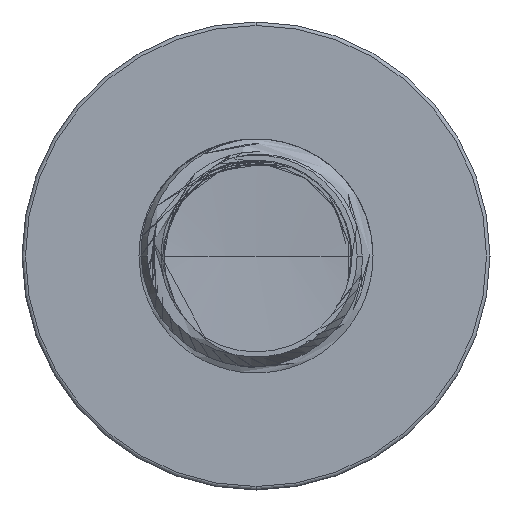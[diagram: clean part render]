
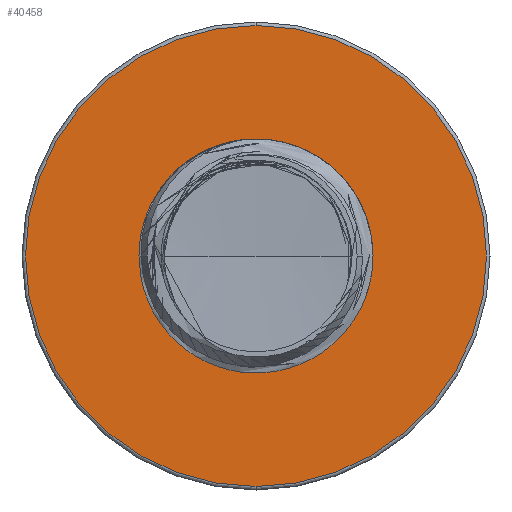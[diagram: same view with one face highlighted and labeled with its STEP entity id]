
A CAD part, front view. The second image highlights one B-rep face of the part: STEP entity #40458.
In plain terms, the highlighted planar face has unit normal (0, -1, 0).
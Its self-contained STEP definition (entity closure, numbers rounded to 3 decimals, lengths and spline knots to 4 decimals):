
#3495 = DIRECTION ( 'NONE',  ( 0., 0., -1. ) ) ;
#3512 = DIRECTION ( 'NONE',  ( 0., -1., 0. ) ) ;
#3548 = CARTESIAN_POINT ( 'NONE',  ( 0., 35., 0. ) ) ;
#6237 = VERTEX_POINT ( 'NONE', #43323 ) ;
#7219 = ORIENTED_EDGE ( 'NONE', *, *, #8880, .T. ) ;
#7286 = VERTEX_POINT ( 'NONE', #41818 ) ;
#7439 = EDGE_CURVE ( 'NONE', #7286, #31190, #46764, .T. ) ;
#8880 = EDGE_CURVE ( 'NONE', #6237, #52958, #30119, .T. ) ;
#10101 = CARTESIAN_POINT ( 'NONE',  ( 0., 35., 1.9709 ) ) ;
#11279 = CIRCLE ( 'NONE', #52805, 1.9709 ) ;
#11439 = ORIENTED_EDGE ( 'NONE', *, *, #22770, .T. ) ;
#12209 = DIRECTION ( 'NONE',  ( 0., 0., -1. ) ) ;
#12274 = DIRECTION ( 'NONE',  ( 0., -1., 0. ) ) ;
#12842 = DIRECTION ( 'NONE',  ( 0., 0., -1. ) ) ;
#13144 = CARTESIAN_POINT ( 'NONE',  ( 0., 35., 0. ) ) ;
#13907 = FACE_OUTER_BOUND ( 'NONE', #31039, .T. ) ;
#15248 = FACE_BOUND ( 'NONE', #49257, .T. ) ;
#17269 = CARTESIAN_POINT ( 'NONE',  ( 0., 35., 3.94 ) ) ;
#20096 = AXIS2_PLACEMENT_3D ( 'NONE', #13144, #12274, #12209 ) ;
#22770 = EDGE_CURVE ( 'NONE', #52958, #6237, #47854, .T. ) ;
#26464 = AXIS2_PLACEMENT_3D ( 'NONE', #3548, #3512, #3495 ) ;
#30119 = CIRCLE ( 'NONE', #20096, 3.94 ) ;
#30194 = PLANE ( 'NONE',  #45771 ) ;
#31039 = EDGE_LOOP ( 'NONE', ( #7219, #11439 ) ) ;
#31190 = VERTEX_POINT ( 'NONE', #10101 ) ;
#33263 = DIRECTION ( 'NONE',  ( 0., 0., -1. ) ) ;
#33320 = DIRECTION ( 'NONE',  ( 0., -1., 0. ) ) ;
#33378 = CARTESIAN_POINT ( 'NONE',  ( 0., 35., 0. ) ) ;
#34240 = EDGE_CURVE ( 'NONE', #31190, #7286, #11279, .T. ) ;
#34752 = CARTESIAN_POINT ( 'NONE',  ( 0., 35., 1.9709 ) ) ;
#35617 = ORIENTED_EDGE ( 'NONE', *, *, #34240, .F. ) ;
#39095 = DIRECTION ( 'NONE',  ( 0., -1., 0. ) ) ;
#39818 = AXIS2_PLACEMENT_3D ( 'NONE', #33378, #33320, #33263 ) ;
#40458 = ADVANCED_FACE ( 'NONE', ( #13907, #15248 ), #30194, .T. ) ;
#40574 = ORIENTED_EDGE ( 'NONE', *, *, #7439, .F. ) ;
#41818 = CARTESIAN_POINT ( 'NONE',  ( 0., 35., -1.9709 ) ) ;
#43323 = CARTESIAN_POINT ( 'NONE',  ( 0., 35., -3.94 ) ) ;
#45771 = AXIS2_PLACEMENT_3D ( 'NONE', #34752, #39095, #12842 ) ;
#46764 = CIRCLE ( 'NONE', #39818, 1.9709 ) ;
#47854 = CIRCLE ( 'NONE', #26464, 3.94 ) ;
#49257 = EDGE_LOOP ( 'NONE', ( #40574, #35617 ) ) ;
#51144 = DIRECTION ( 'NONE',  ( 0., 0., -1. ) ) ;
#51202 = DIRECTION ( 'NONE',  ( 0., -1., 0. ) ) ;
#51258 = CARTESIAN_POINT ( 'NONE',  ( 0., 35., 0. ) ) ;
#52805 = AXIS2_PLACEMENT_3D ( 'NONE', #51258, #51202, #51144 ) ;
#52958 = VERTEX_POINT ( 'NONE', #17269 ) ;
